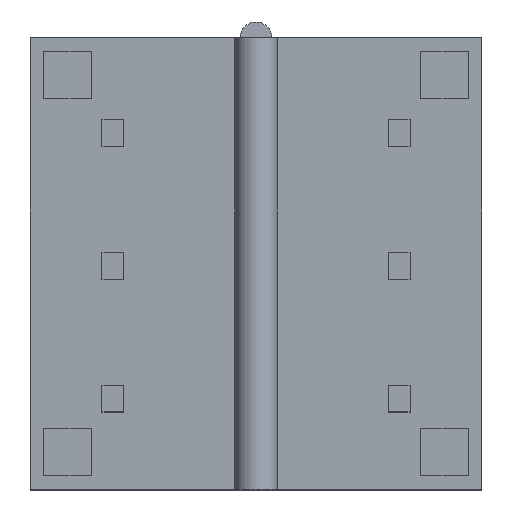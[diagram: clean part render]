
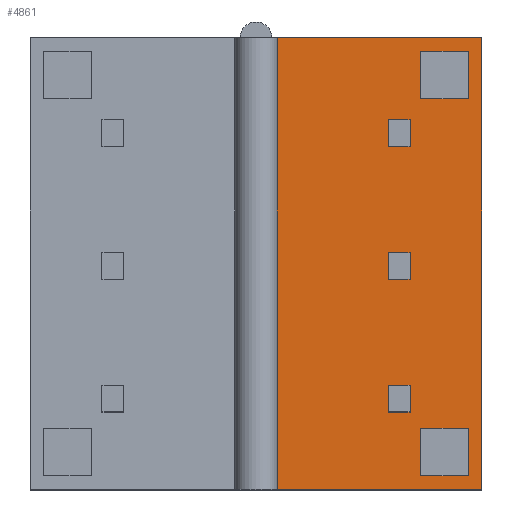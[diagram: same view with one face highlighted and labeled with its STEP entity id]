
A CAD part, top view. The second image highlights one B-rep face of the part: STEP entity #4861.
In plain terms, the highlighted planar face has unit normal (0, 0, 1).
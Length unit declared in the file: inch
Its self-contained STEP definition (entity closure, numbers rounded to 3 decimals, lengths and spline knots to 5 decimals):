
#4479=CARTESIAN_POINT('',(0.16732,-0.16732,0.01969));
#4480=VERTEX_POINT('',#4479);
#4487=CARTESIAN_POINT('',(0.01575,-0.16732,0.01969));
#4488=VERTEX_POINT('',#4487);
#4489=CARTESIAN_POINT('',(0.16732,-0.16732,0.01969));
#4490=DIRECTION('',(-1.0,0.0,0.0));
#4491=VECTOR('',#4490,0.15157);
#4492=LINE('',#4489,#4491);
#4493=EDGE_CURVE('',#4480,#4488,#4492,.T.);
#4547=CARTESIAN_POINT('',(0.16732,0.16732,0.01969));
#4548=VERTEX_POINT('',#4547);
#4555=CARTESIAN_POINT('',(0.16732,0.16732,0.01969));
#4556=DIRECTION('',(0.0,-1.0,0.0));
#4557=VECTOR('',#4556,0.33465);
#4558=LINE('',#4555,#4557);
#4559=EDGE_CURVE('',#4548,#4480,#4558,.T.);
#4587=CARTESIAN_POINT('',(0.01575,0.16732,0.01969));
#4588=VERTEX_POINT('',#4587);
#4596=CARTESIAN_POINT('',(0.01575,0.16732,0.01969));
#4597=DIRECTION('',(1.0,0.0,0.0));
#4598=VECTOR('',#4597,0.15157);
#4599=LINE('',#4596,#4598);
#4600=EDGE_CURVE('',#4588,#4548,#4599,.T.);
#4670=CARTESIAN_POINT('',(0.01575,0.16732,0.01969));
#4671=DIRECTION('',(0.0,-1.0,0.0));
#4672=VECTOR('',#4671,0.33465);
#4673=LINE('',#4670,#4672);
#4674=EDGE_CURVE('',#4588,#4488,#4673,.T.);
#4680=CARTESIAN_POINT('',(0.00817,-0.18406,0.01969));
#4681=DIRECTION('',(0.0,0.0,1.0));
#4682=DIRECTION('',(1.0,0.0,0.0));
#4683=AXIS2_PLACEMENT_3D('',#4680,#4681,#4682);
#4684=PLANE('',#4683);
#4685=ORIENTED_EDGE('',*,*,#4674,.T.);
#4686=ORIENTED_EDGE('',*,*,#4493,.F.);
#4687=ORIENTED_EDGE('',*,*,#4559,.F.);
#4688=ORIENTED_EDGE('',*,*,#4600,.F.);
#4689=EDGE_LOOP('',(#4685,#4686,#4687,#4688));
#4690=FACE_OUTER_BOUND('',#4689,.T.);
#4691=CARTESIAN_POINT('',(0.09843,-0.01181,0.01969));
#4692=VERTEX_POINT('',#4691);
#4693=CARTESIAN_POINT('',(0.09843,0.00787,0.01969));
#4694=VERTEX_POINT('',#4693);
#4695=CARTESIAN_POINT('',(0.09843,-0.01181,0.01969));
#4696=DIRECTION('',(0.0,1.0,0.0));
#4697=VECTOR('',#4696,0.01969);
#4698=LINE('',#4695,#4697);
#4699=EDGE_CURVE('',#4692,#4694,#4698,.T.);
#4700=ORIENTED_EDGE('',*,*,#4699,.T.);
#4701=CARTESIAN_POINT('',(0.11417,0.00787,0.01969));
#4702=VERTEX_POINT('',#4701);
#4703=CARTESIAN_POINT('',(0.09843,0.00787,0.01969));
#4704=DIRECTION('',(1.0,0.0,0.0));
#4705=VECTOR('',#4704,0.01575);
#4706=LINE('',#4703,#4705);
#4707=EDGE_CURVE('',#4694,#4702,#4706,.T.);
#4708=ORIENTED_EDGE('',*,*,#4707,.T.);
#4709=CARTESIAN_POINT('',(0.11417,-0.01181,0.01969));
#4710=VERTEX_POINT('',#4709);
#4711=CARTESIAN_POINT('',(0.11417,0.00787,0.01969));
#4712=DIRECTION('',(0.0,-1.0,0.0));
#4713=VECTOR('',#4712,0.01969);
#4714=LINE('',#4711,#4713);
#4715=EDGE_CURVE('',#4702,#4710,#4714,.T.);
#4716=ORIENTED_EDGE('',*,*,#4715,.T.);
#4717=CARTESIAN_POINT('',(0.11417,-0.01181,0.01969));
#4718=DIRECTION('',(-1.0,0.0,0.0));
#4719=VECTOR('',#4718,0.01575);
#4720=LINE('',#4717,#4719);
#4721=EDGE_CURVE('',#4710,#4692,#4720,.T.);
#4722=ORIENTED_EDGE('',*,*,#4721,.T.);
#4723=EDGE_LOOP('',(#4700,#4708,#4716,#4722));
#4724=FACE_BOUND('',#4723,.T.);
#4725=CARTESIAN_POINT('',(0.09843,0.08661,0.01969));
#4726=VERTEX_POINT('',#4725);
#4727=CARTESIAN_POINT('',(0.09843,0.1063,0.01969));
#4728=VERTEX_POINT('',#4727);
#4729=CARTESIAN_POINT('',(0.09843,0.08661,0.01969));
#4730=DIRECTION('',(0.0,1.0,0.0));
#4731=VECTOR('',#4730,0.01969);
#4732=LINE('',#4729,#4731);
#4733=EDGE_CURVE('',#4726,#4728,#4732,.T.);
#4734=ORIENTED_EDGE('',*,*,#4733,.T.);
#4735=CARTESIAN_POINT('',(0.11417,0.1063,0.01969));
#4736=VERTEX_POINT('',#4735);
#4737=CARTESIAN_POINT('',(0.09843,0.1063,0.01969));
#4738=DIRECTION('',(1.0,0.0,0.0));
#4739=VECTOR('',#4738,0.01575);
#4740=LINE('',#4737,#4739);
#4741=EDGE_CURVE('',#4728,#4736,#4740,.T.);
#4742=ORIENTED_EDGE('',*,*,#4741,.T.);
#4743=CARTESIAN_POINT('',(0.11417,0.08661,0.01969));
#4744=VERTEX_POINT('',#4743);
#4745=CARTESIAN_POINT('',(0.11417,0.1063,0.01969));
#4746=DIRECTION('',(0.0,-1.0,0.0));
#4747=VECTOR('',#4746,0.01969);
#4748=LINE('',#4745,#4747);
#4749=EDGE_CURVE('',#4736,#4744,#4748,.T.);
#4750=ORIENTED_EDGE('',*,*,#4749,.T.);
#4751=CARTESIAN_POINT('',(0.11417,0.08661,0.01969));
#4752=DIRECTION('',(-1.0,0.0,0.0));
#4753=VECTOR('',#4752,0.01575);
#4754=LINE('',#4751,#4753);
#4755=EDGE_CURVE('',#4744,#4726,#4754,.T.);
#4756=ORIENTED_EDGE('',*,*,#4755,.T.);
#4757=EDGE_LOOP('',(#4734,#4742,#4750,#4756));
#4758=FACE_BOUND('',#4757,.T.);
#4759=CARTESIAN_POINT('',(0.11417,-0.09055,0.01969));
#4760=VERTEX_POINT('',#4759);
#4761=CARTESIAN_POINT('',(0.11417,-0.11024,0.01969));
#4762=VERTEX_POINT('',#4761);
#4763=CARTESIAN_POINT('',(0.11417,-0.09055,0.01969));
#4764=DIRECTION('',(0.0,-1.0,0.0));
#4765=VECTOR('',#4764,0.01969);
#4766=LINE('',#4763,#4765);
#4767=EDGE_CURVE('',#4760,#4762,#4766,.T.);
#4768=ORIENTED_EDGE('',*,*,#4767,.T.);
#4769=CARTESIAN_POINT('',(0.09843,-0.11024,0.01969));
#4770=VERTEX_POINT('',#4769);
#4771=CARTESIAN_POINT('',(0.11417,-0.11024,0.01969));
#4772=DIRECTION('',(-1.0,0.0,0.0));
#4773=VECTOR('',#4772,0.01575);
#4774=LINE('',#4771,#4773);
#4775=EDGE_CURVE('',#4762,#4770,#4774,.T.);
#4776=ORIENTED_EDGE('',*,*,#4775,.T.);
#4777=CARTESIAN_POINT('',(0.09843,-0.09055,0.01969));
#4778=VERTEX_POINT('',#4777);
#4779=CARTESIAN_POINT('',(0.09843,-0.11024,0.01969));
#4780=DIRECTION('',(0.0,1.0,0.0));
#4781=VECTOR('',#4780,0.01969);
#4782=LINE('',#4779,#4781);
#4783=EDGE_CURVE('',#4770,#4778,#4782,.T.);
#4784=ORIENTED_EDGE('',*,*,#4783,.T.);
#4785=CARTESIAN_POINT('',(0.09843,-0.09055,0.01969));
#4786=DIRECTION('',(1.0,0.0,0.0));
#4787=VECTOR('',#4786,0.01575);
#4788=LINE('',#4785,#4787);
#4789=EDGE_CURVE('',#4778,#4760,#4788,.T.);
#4790=ORIENTED_EDGE('',*,*,#4789,.T.);
#4791=EDGE_LOOP('',(#4768,#4776,#4784,#4790));
#4792=FACE_BOUND('',#4791,.T.);
#4793=CARTESIAN_POINT('',(0.15748,-0.12205,0.01969));
#4794=VERTEX_POINT('',#4793);
#4795=CARTESIAN_POINT('',(0.15748,-0.15748,0.01969));
#4796=VERTEX_POINT('',#4795);
#4797=CARTESIAN_POINT('',(0.15748,-0.12205,0.01969));
#4798=DIRECTION('',(0.0,-1.0,0.0));
#4799=VECTOR('',#4798,0.03543);
#4800=LINE('',#4797,#4799);
#4801=EDGE_CURVE('',#4794,#4796,#4800,.T.);
#4802=ORIENTED_EDGE('',*,*,#4801,.T.);
#4803=CARTESIAN_POINT('',(0.12205,-0.15748,0.01969));
#4804=VERTEX_POINT('',#4803);
#4805=CARTESIAN_POINT('',(0.15748,-0.15748,0.01969));
#4806=DIRECTION('',(-1.0,0.0,0.0));
#4807=VECTOR('',#4806,0.03543);
#4808=LINE('',#4805,#4807);
#4809=EDGE_CURVE('',#4796,#4804,#4808,.T.);
#4810=ORIENTED_EDGE('',*,*,#4809,.T.);
#4811=CARTESIAN_POINT('',(0.12205,-0.12205,0.01969));
#4812=VERTEX_POINT('',#4811);
#4813=CARTESIAN_POINT('',(0.12205,-0.15748,0.01969));
#4814=DIRECTION('',(0.0,1.0,0.0));
#4815=VECTOR('',#4814,0.03543);
#4816=LINE('',#4813,#4815);
#4817=EDGE_CURVE('',#4804,#4812,#4816,.T.);
#4818=ORIENTED_EDGE('',*,*,#4817,.T.);
#4819=CARTESIAN_POINT('',(0.12205,-0.12205,0.01969));
#4820=DIRECTION('',(1.0,0.0,0.0));
#4821=VECTOR('',#4820,0.03543);
#4822=LINE('',#4819,#4821);
#4823=EDGE_CURVE('',#4812,#4794,#4822,.T.);
#4824=ORIENTED_EDGE('',*,*,#4823,.T.);
#4825=EDGE_LOOP('',(#4802,#4810,#4818,#4824));
#4826=FACE_BOUND('',#4825,.T.);
#4827=CARTESIAN_POINT('',(0.15748,0.15748,0.01969));
#4828=VERTEX_POINT('',#4827);
#4829=CARTESIAN_POINT('',(0.15748,0.12205,0.01969));
#4830=VERTEX_POINT('',#4829);
#4831=CARTESIAN_POINT('',(0.15748,0.15748,0.01969));
#4832=DIRECTION('',(0.0,-1.0,0.0));
#4833=VECTOR('',#4832,0.03543);
#4834=LINE('',#4831,#4833);
#4835=EDGE_CURVE('',#4828,#4830,#4834,.T.);
#4836=ORIENTED_EDGE('',*,*,#4835,.T.);
#4837=CARTESIAN_POINT('',(0.12205,0.12205,0.01969));
#4838=VERTEX_POINT('',#4837);
#4839=CARTESIAN_POINT('',(0.15748,0.12205,0.01969));
#4840=DIRECTION('',(-1.0,0.0,0.0));
#4841=VECTOR('',#4840,0.03543);
#4842=LINE('',#4839,#4841);
#4843=EDGE_CURVE('',#4830,#4838,#4842,.T.);
#4844=ORIENTED_EDGE('',*,*,#4843,.T.);
#4845=CARTESIAN_POINT('',(0.12205,0.15748,0.01969));
#4846=VERTEX_POINT('',#4845);
#4847=CARTESIAN_POINT('',(0.12205,0.12205,0.01969));
#4848=DIRECTION('',(0.0,1.0,0.0));
#4849=VECTOR('',#4848,0.03543);
#4850=LINE('',#4847,#4849);
#4851=EDGE_CURVE('',#4838,#4846,#4850,.T.);
#4852=ORIENTED_EDGE('',*,*,#4851,.T.);
#4853=CARTESIAN_POINT('',(0.12205,0.15748,0.01969));
#4854=DIRECTION('',(1.0,0.0,0.0));
#4855=VECTOR('',#4854,0.03543);
#4856=LINE('',#4853,#4855);
#4857=EDGE_CURVE('',#4846,#4828,#4856,.T.);
#4858=ORIENTED_EDGE('',*,*,#4857,.T.);
#4859=EDGE_LOOP('',(#4836,#4844,#4852,#4858));
#4860=FACE_BOUND('',#4859,.T.);
#4861=ADVANCED_FACE('',(#4690,#4724,#4758,#4792,#4826,#4860),#4684,.T.);
